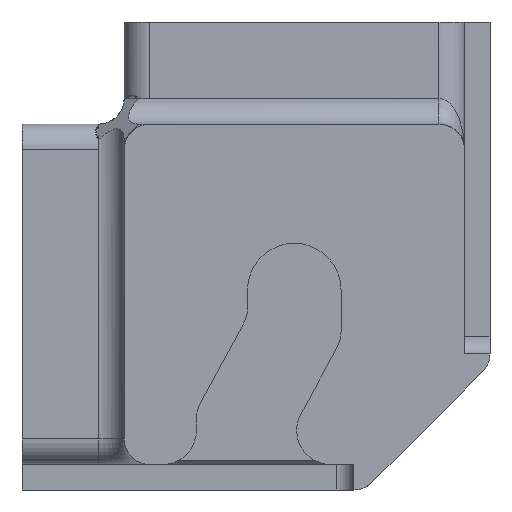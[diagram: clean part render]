
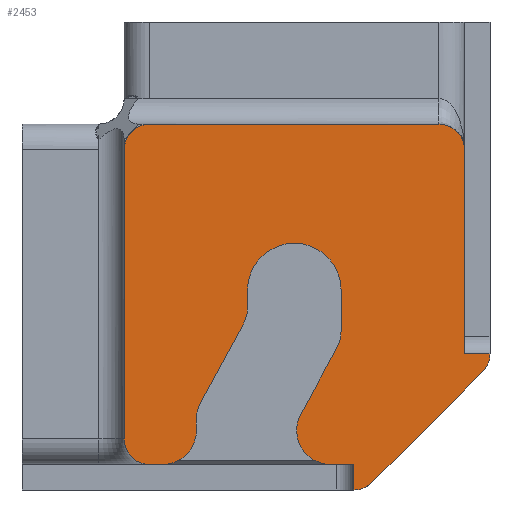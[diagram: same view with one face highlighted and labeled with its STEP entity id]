
A CAD part, front view. The second image highlights one B-rep face of the part: STEP entity #2453.
In plain terms, the highlighted planar face has unit normal (0, -1, 0).
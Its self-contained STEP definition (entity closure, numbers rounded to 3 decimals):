
#892=CARTESIAN_POINT('',(7.,-32.,-40.));
#893=VERTEX_POINT('',#892);
#900=CARTESIAN_POINT('',(4.276,-32.,-40.));
#901=VERTEX_POINT('',#900);
#902=CARTESIAN_POINT('',(7.,-32.,-40.));
#903=DIRECTION('',(-1.,0.,0.));
#904=VECTOR('',#903,27.241);
#905=LINE('',#902,#904);
#906=EDGE_CURVE('',#893,#901,#905,.T.);
#1598=CARTESIAN_POINT('',(-15.5,-32.,-40.));
#1599=VERTEX_POINT('',#1598);
#1606=CARTESIAN_POINT('',(-17.,-32.,-40.));
#1607=VERTEX_POINT('',#1606);
#1608=CARTESIAN_POINT('',(-218.,-32.,-40.));
#1609=DIRECTION('',(-1.,0.,0.));
#1610=VECTOR('',#1609,15.);
#1611=LINE('',#1608,#1610);
#1612=EDGE_CURVE('',#1599,#1607,#1611,.T.);
#2049=CARTESIAN_POINT('',(20.,-32.,-3.));
#2050=VERTEX_POINT('',#2049);
#2057=CARTESIAN_POINT('',(20.,-32.,-27.));
#2058=VERTEX_POINT('',#2057);
#2059=CARTESIAN_POINT('',(20.,-32.,-30.));
#2060=DIRECTION('',(0.,0.,-1.));
#2061=VECTOR('',#2060,240.);
#2062=LINE('',#2059,#2061);
#2063=EDGE_CURVE('',#2050,#2058,#2062,.T.);
#2253=CARTESIAN_POINT('',(-20.,-32.,-3.));
#2254=VERTEX_POINT('',#2253);
#2255=CARTESIAN_POINT('',(-17.,-32.,0.));
#2256=VERTEX_POINT('',#2255);
#2257=CARTESIAN_POINT('',(-17.,-32.,-3.));
#2258=DIRECTION('',(0.,1.,0.));
#2259=DIRECTION('',(-0.707,0.,0.707));
#2260=AXIS2_PLACEMENT_3D('',#2257,#2258,#2259);
#2261=CIRCLE('',#2260,3.);
#2262=EDGE_CURVE('',#2254,#2256,#2261,.T.);
#2280=CARTESIAN_POINT('',(0.086,-32.,-20.086));
#2281=DIRECTION('',(0.,1.,0.));
#2282=DIRECTION('',(0.,0.,1.));
#2283=AXIS2_PLACEMENT_3D('',#2280,#2281,#2282);
#2284=PLANE('',#2283);
#2285=ORIENTED_EDGE('',*,*,#2262,.F.);
#2286=CARTESIAN_POINT('',(-20.,-32.,-37.));
#2287=VERTEX_POINT('',#2286);
#2288=CARTESIAN_POINT('',(-20.,-32.,-10.));
#2289=DIRECTION('',(0.,0.,1.));
#2290=VECTOR('',#2289,340.);
#2291=LINE('',#2288,#2290);
#2292=EDGE_CURVE('',#2287,#2254,#2291,.T.);
#2293=ORIENTED_EDGE('',*,*,#2292,.F.);
#2294=CARTESIAN_POINT('',(-17.,-32.,-37.));
#2295=DIRECTION('',(0.,1.,0.));
#2296=DIRECTION('',(-0.707,0.,-0.707));
#2297=AXIS2_PLACEMENT_3D('',#2294,#2295,#2296);
#2298=CIRCLE('',#2297,3.);
#2299=EDGE_CURVE('',#1607,#2287,#2298,.T.);
#2300=ORIENTED_EDGE('',*,*,#2299,.F.);
#2301=ORIENTED_EDGE('',*,*,#1612,.F.);
#2302=CARTESIAN_POINT('',(-11.5,-32.,-36.));
#2303=VERTEX_POINT('',#2302);
#2304=CARTESIAN_POINT('',(-15.5,-32.,-36.));
#2305=DIRECTION('',(0.,1.,0.));
#2306=DIRECTION('',(0.707,0.,-0.707));
#2307=AXIS2_PLACEMENT_3D('',#2304,#2305,#2306);
#2308=CIRCLE('',#2307,4.);
#2309=EDGE_CURVE('',#2303,#1599,#2308,.T.);
#2310=ORIENTED_EDGE('',*,*,#2309,.F.);
#2311=CARTESIAN_POINT('',(-11.5,-32.,-34.618));
#2312=VERTEX_POINT('',#2311);
#2313=CARTESIAN_POINT('',(-11.5,-32.,-89.613));
#2314=DIRECTION('',(0.,0.,1.));
#2315=VECTOR('',#2314,13.825);
#2316=LINE('',#2313,#2315);
#2317=EDGE_CURVE('',#2303,#2312,#2316,.T.);
#2318=ORIENTED_EDGE('',*,*,#2317,.T.);
#2319=CARTESIAN_POINT('',(-11.012,-32.,-32.702));
#2320=VERTEX_POINT('',#2319);
#2321=CARTESIAN_POINT('',(-7.5,-32.,-34.618));
#2322=DIRECTION('',(0.,-1.,0.));
#2323=DIRECTION('',(-0.969,0.,0.247));
#2324=AXIS2_PLACEMENT_3D('',#2321,#2322,#2323);
#2325=CIRCLE('',#2324,4.);
#2326=EDGE_CURVE('',#2320,#2312,#2325,.T.);
#2327=ORIENTED_EDGE('',*,*,#2326,.F.);
#2328=CARTESIAN_POINT('',(-5.988,-32.,-23.493));
#2329=VERTEX_POINT('',#2328);
#2330=CARTESIAN_POINT('',(-28.04,-32.,-63.92));
#2331=DIRECTION('',(0.479,0.,0.878));
#2332=VECTOR('',#2331,104.9);
#2333=LINE('',#2330,#2332);
#2334=EDGE_CURVE('',#2320,#2329,#2333,.T.);
#2335=ORIENTED_EDGE('',*,*,#2334,.T.);
#2336=CARTESIAN_POINT('',(-5.5,-32.,-21.578));
#2337=VERTEX_POINT('',#2336);
#2338=CARTESIAN_POINT('',(-9.5,-32.,-21.578));
#2339=DIRECTION('',(0.,1.,0.));
#2340=DIRECTION('',(0.969,0.,-0.247));
#2341=AXIS2_PLACEMENT_3D('',#2338,#2339,#2340);
#2342=CIRCLE('',#2341,4.);
#2343=EDGE_CURVE('',#2337,#2329,#2342,.T.);
#2344=ORIENTED_EDGE('',*,*,#2343,.F.);
#2345=CARTESIAN_POINT('',(-5.5,-32.,-19.5));
#2346=VERTEX_POINT('',#2345);
#2347=CARTESIAN_POINT('',(-5.5,-32.,22.527));
#2348=DIRECTION('',(-0.,0.,1.));
#2349=VECTOR('',#2348,20.776);
#2350=LINE('',#2347,#2349);
#2351=EDGE_CURVE('',#2337,#2346,#2350,.T.);
#2352=ORIENTED_EDGE('',*,*,#2351,.T.);
#2353=CARTESIAN_POINT('',(5.5,-32.,-19.5));
#2354=VERTEX_POINT('',#2353);
#2355=CARTESIAN_POINT('',(-0.,-32.,-19.5));
#2356=DIRECTION('',(0.,-1.,0.));
#2357=DIRECTION('',(1.,0.,0.));
#2358=AXIS2_PLACEMENT_3D('',#2355,#2356,#2357);
#2359=CIRCLE('',#2358,5.5);
#2360=EDGE_CURVE('',#2354,#2346,#2359,.T.);
#2361=ORIENTED_EDGE('',*,*,#2360,.F.);
#2362=CARTESIAN_POINT('',(5.5,-32.,-24.382));
#2363=VERTEX_POINT('',#2362);
#2364=CARTESIAN_POINT('',(5.5,-32.,43.302));
#2365=DIRECTION('',(0.,0.,-1.));
#2366=VECTOR('',#2365,48.825);
#2367=LINE('',#2364,#2366);
#2368=EDGE_CURVE('',#2354,#2363,#2367,.T.);
#2369=ORIENTED_EDGE('',*,*,#2368,.T.);
#2370=CARTESIAN_POINT('',(5.012,-32.,-26.298));
#2371=VERTEX_POINT('',#2370);
#2372=CARTESIAN_POINT('',(1.5,-32.,-24.382));
#2373=DIRECTION('',(-0.,-1.,0.));
#2374=DIRECTION('',(0.969,-0.,-0.247));
#2375=AXIS2_PLACEMENT_3D('',#2372,#2373,#2374);
#2376=CIRCLE('',#2375,4.);
#2377=EDGE_CURVE('',#2371,#2363,#2376,.T.);
#2378=ORIENTED_EDGE('',*,*,#2377,.F.);
#2379=CARTESIAN_POINT('',(0.764,-32.,-34.085));
#2380=VERTEX_POINT('',#2379);
#2381=CARTESIAN_POINT('',(45.28,-32.,47.528));
#2382=DIRECTION('',(-0.479,0.,-0.878));
#2383=VECTOR('',#2382,88.697);
#2384=LINE('',#2381,#2383);
#2385=EDGE_CURVE('',#2371,#2380,#2384,.T.);
#2386=ORIENTED_EDGE('',*,*,#2385,.T.);
#2387=CARTESIAN_POINT('',(4.276,-32.,-36.));
#2388=DIRECTION('',(0.,1.,-0.));
#2389=DIRECTION('',(-0.878,0.,0.479));
#2390=AXIS2_PLACEMENT_3D('',#2387,#2388,#2389);
#2391=CIRCLE('',#2390,4.);
#2392=EDGE_CURVE('',#901,#2380,#2391,.T.);
#2393=ORIENTED_EDGE('',*,*,#2392,.F.);
#2394=ORIENTED_EDGE('',*,*,#906,.F.);
#2395=CARTESIAN_POINT('',(7.,-32.,-43.));
#2396=VERTEX_POINT('',#2395);
#2397=CARTESIAN_POINT('',(7.,-32.,-43.));
#2398=DIRECTION('',(0.,0.,1.));
#2399=VECTOR('',#2398,30.);
#2400=LINE('',#2397,#2399);
#2401=EDGE_CURVE('',#2396,#893,#2400,.T.);
#2402=ORIENTED_EDGE('',*,*,#2401,.F.);
#2403=CARTESIAN_POINT('',(9.121,-32.,-42.121));
#2404=VERTEX_POINT('',#2403);
#2405=CARTESIAN_POINT('',(6.999,-32.,-40.));
#2406=DIRECTION('',(0.,1.,0.));
#2407=DIRECTION('',(0.383,0.,-0.924));
#2408=AXIS2_PLACEMENT_3D('',#2405,#2406,#2407);
#2409=CIRCLE('',#2408,3.);
#2410=EDGE_CURVE('',#2404,#2396,#2409,.T.);
#2411=ORIENTED_EDGE('',*,*,#2410,.F.);
#2412=CARTESIAN_POINT('',(22.121,-32.,-29.121));
#2413=VERTEX_POINT('',#2412);
#2414=CARTESIAN_POINT('',(14.213,-32.,-37.029));
#2415=DIRECTION('',(-0.707,0.,-0.707));
#2416=VECTOR('',#2415,183.857);
#2417=LINE('',#2414,#2416);
#2418=EDGE_CURVE('',#2413,#2404,#2417,.T.);
#2419=ORIENTED_EDGE('',*,*,#2418,.F.);
#2420=CARTESIAN_POINT('',(23.,-32.,-27.));
#2421=VERTEX_POINT('',#2420);
#2422=CARTESIAN_POINT('',(20.,-32.,-26.999));
#2423=DIRECTION('',(0.,1.,-0.));
#2424=DIRECTION('',(0.924,-0.,-0.383));
#2425=AXIS2_PLACEMENT_3D('',#2422,#2423,#2424);
#2426=CIRCLE('',#2425,3.);
#2427=EDGE_CURVE('',#2421,#2413,#2426,.T.);
#2428=ORIENTED_EDGE('',*,*,#2427,.F.);
#2429=CARTESIAN_POINT('',(20.,-32.,-27.));
#2430=DIRECTION('',(1.,0.,-0.));
#2431=VECTOR('',#2430,30.);
#2432=LINE('',#2429,#2431);
#2433=EDGE_CURVE('',#2058,#2421,#2432,.T.);
#2434=ORIENTED_EDGE('',*,*,#2433,.F.);
#2435=ORIENTED_EDGE('',*,*,#2063,.F.);
#2436=CARTESIAN_POINT('',(17.,-32.,0.));
#2437=VERTEX_POINT('',#2436);
#2438=CARTESIAN_POINT('',(17.,-32.,-3.));
#2439=DIRECTION('',(-0.,1.,0.));
#2440=DIRECTION('',(0.707,0.,0.707));
#2441=AXIS2_PLACEMENT_3D('',#2438,#2439,#2440);
#2442=CIRCLE('',#2441,3.);
#2443=EDGE_CURVE('',#2437,#2050,#2442,.T.);
#2444=ORIENTED_EDGE('',*,*,#2443,.F.);
#2445=CARTESIAN_POINT('',(10.,-32.,0.));
#2446=DIRECTION('',(1.,0.,0.));
#2447=VECTOR('',#2446,340.);
#2448=LINE('',#2445,#2447);
#2449=EDGE_CURVE('',#2256,#2437,#2448,.T.);
#2450=ORIENTED_EDGE('',*,*,#2449,.F.);
#2451=EDGE_LOOP('',(#2285,#2293,#2300,#2301,#2310,#2318,#2327,#2335,#2344,#2352,#2361,#2369,#2378,#2386,#2393,#2394,#2402,#2411,#2419,#2428,#2434,#2435,#2444,#2450));
#2452=FACE_BOUND('',#2451,.T.);
#2453=ADVANCED_FACE('',(#2452),#2284,.F.);
